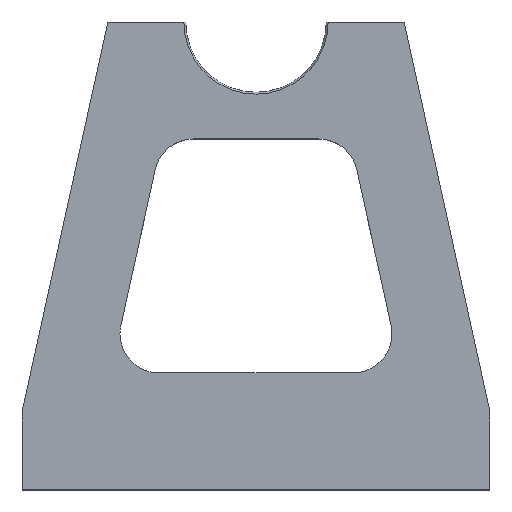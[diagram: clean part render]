
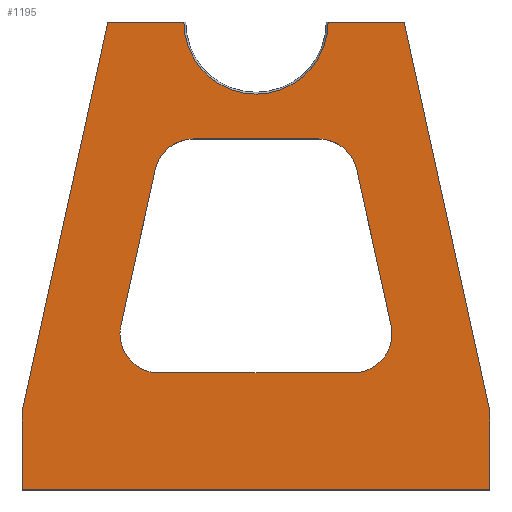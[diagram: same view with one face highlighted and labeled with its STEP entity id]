
A CAD part, top view. The second image highlights one B-rep face of the part: STEP entity #1195.
In plain terms, the highlighted planar face has unit normal (0, 0, 1).
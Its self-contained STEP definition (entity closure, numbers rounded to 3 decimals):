
#2 = LINE ( 'NONE', #1371, #974 ) ;
#3 = ORIENTED_EDGE ( 'NONE', *, *, #776, .F. ) ;
#25 = EDGE_LOOP ( 'NONE', ( #764, #3, #135, #820, #164, #129, #646, #617, #77 ) ) ;
#28 = CIRCLE ( 'NONE', #771, 5. ) ;
#65 = EDGE_CURVE ( 'NONE', #1017, #946, #741, .T. ) ;
#68 = DIRECTION ( 'NONE',  ( 0., 0., 1. ) ) ;
#77 = ORIENTED_EDGE ( 'NONE', *, *, #747, .F. ) ;
#102 = DIRECTION ( 'NONE',  ( -1., 0., 0. ) ) ;
#105 = VECTOR ( 'NONE', #1174, 1000. ) ;
#115 = DIRECTION ( 'NONE',  ( 1., 0., 0. ) ) ;
#119 = CARTESIAN_POINT ( 'NONE',  ( -12.441, 15., 5. ) ) ;
#129 = ORIENTED_EDGE ( 'NONE', *, *, #972, .F. ) ;
#135 = ORIENTED_EDGE ( 'NONE', *, *, #429, .F. ) ;
#136 = CARTESIAN_POINT ( 'NONE',  ( -19., 60., 5. ) ) ;
#143 = LINE ( 'NONE', #1065, #490 ) ;
#150 = LINE ( 'NONE', #596, #1072 ) ;
#153 = CARTESIAN_POINT ( 'NONE',  ( 30., 10., 5. ) ) ;
#164 = ORIENTED_EDGE ( 'NONE', *, *, #1394, .F. ) ;
#167 = DIRECTION ( 'NONE',  ( -1., 0., 0. ) ) ;
#168 = CARTESIAN_POINT ( 'NONE',  ( -9.25, 60., 5. ) ) ;
#172 = CARTESIAN_POINT ( 'NONE',  ( 12.925, 41.074, 5. ) ) ;
#194 = EDGE_CURVE ( 'NONE', #308, #688, #1126, .T. ) ;
#202 = DIRECTION ( 'NONE',  ( 1., 0., 0. ) ) ;
#205 = EDGE_CURVE ( 'NONE', #1362, #734, #2, .T. ) ;
#212 = LINE ( 'NONE', #670, #1074 ) ;
#226 = EDGE_LOOP ( 'NONE', ( #520, #389, #706, #1187, #1356, #1391, #1279, #639 ) ) ;
#228 = VERTEX_POINT ( 'NONE', #487 ) ;
#237 = CARTESIAN_POINT ( 'NONE',  ( -17.325, 21.074, 5. ) ) ;
#246 = CIRCLE ( 'NONE', #350, 5. ) ;
#252 = EDGE_CURVE ( 'NONE', #577, #1123, #143, .T. ) ;
#284 = CARTESIAN_POINT ( 'NONE',  ( -30., 0., 5. ) ) ;
#286 = DIRECTION ( 'NONE',  ( 1., 0., 0. ) ) ;
#292 = LINE ( 'NONE', #284, #557 ) ;
#302 = CARTESIAN_POINT ( 'NONE',  ( -8.041, 40., 5. ) ) ;
#306 = CARTESIAN_POINT ( 'NONE',  ( -12.441, 20., 5. ) ) ;
#308 = VERTEX_POINT ( 'NONE', #664 ) ;
#316 = DIRECTION ( 'NONE',  ( 0., 0., 1. ) ) ;
#331 = CARTESIAN_POINT ( 'NONE',  ( -30., 10., 5. ) ) ;
#334 = DIRECTION ( 'NONE',  ( 1., 0., 0. ) ) ;
#343 = DIRECTION ( 'NONE',  ( 0., 0., 1. ) ) ;
#348 = AXIS2_PLACEMENT_3D ( 'NONE', #1248, #316, #334 ) ;
#350 = AXIS2_PLACEMENT_3D ( 'NONE', #1122, #1222, #102 ) ;
#362 = CARTESIAN_POINT ( 'NONE',  ( -12.925, 41.074, 5. ) ) ;
#389 = ORIENTED_EDGE ( 'NONE', *, *, #699, .T. ) ;
#419 = CARTESIAN_POINT ( 'NONE',  ( 30., 0., 5. ) ) ;
#429 = EDGE_CURVE ( 'NONE', #1324, #228, #1348, .T. ) ;
#458 = EDGE_CURVE ( 'NONE', #946, #481, #212, .T. ) ;
#461 = CARTESIAN_POINT ( 'NONE',  ( -12.441, 20., 5. ) ) ;
#481 = VERTEX_POINT ( 'NONE', #331 ) ;
#487 = CARTESIAN_POINT ( 'NONE',  ( 12.441, 15., 5. ) ) ;
#490 = VECTOR ( 'NONE', #1160, 1000. ) ;
#494 = CARTESIAN_POINT ( 'NONE',  ( -8.041, 45., 5. ) ) ;
#520 = ORIENTED_EDGE ( 'NONE', *, *, #934, .T. ) ;
#529 = CARTESIAN_POINT ( 'NONE',  ( -9., 60., 5. ) ) ;
#537 = LINE ( 'NONE', #652, #923 ) ;
#551 = FACE_BOUND ( 'NONE', #25, .T. ) ;
#557 = VECTOR ( 'NONE', #961, 1000. ) ;
#574 = DIRECTION ( 'NONE',  ( -0.215, -0.977, 0. ) ) ;
#577 = VERTEX_POINT ( 'NONE', #153 ) ;
#581 = DIRECTION ( 'NONE',  ( 1., 0., 0. ) ) ;
#596 = CARTESIAN_POINT ( 'NONE',  ( -12.925, 41.074, 5. ) ) ;
#617 = ORIENTED_EDGE ( 'NONE', *, *, #935, .F. ) ;
#624 = VERTEX_POINT ( 'NONE', #874 ) ;
#639 = ORIENTED_EDGE ( 'NONE', *, *, #252, .T. ) ;
#646 = ORIENTED_EDGE ( 'NONE', *, *, #1037, .F. ) ;
#652 = CARTESIAN_POINT ( 'NONE',  ( 30., 0., 5. ) ) ;
#664 = CARTESIAN_POINT ( 'NONE',  ( -30., 0., 5. ) ) ;
#670 = CARTESIAN_POINT ( 'NONE',  ( -19., 60., 5. ) ) ;
#688 = VERTEX_POINT ( 'NONE', #419 ) ;
#699 = EDGE_CURVE ( 'NONE', #1265, #1017, #1029, .T. ) ;
#702 = AXIS2_PLACEMENT_3D ( 'NONE', #865, #1319, #286 ) ;
#705 = DIRECTION ( 'NONE',  ( -1., 0., 0. ) ) ;
#706 = ORIENTED_EDGE ( 'NONE', *, *, #65, .T. ) ;
#720 = VERTEX_POINT ( 'NONE', #971 ) ;
#734 = VERTEX_POINT ( 'NONE', #172 ) ;
#739 = DIRECTION ( 'NONE',  ( -0.215, 0.977, 0. ) ) ;
#741 = LINE ( 'NONE', #529, #1243 ) ;
#742 = DIRECTION ( 'NONE',  ( 1., 0., 0. ) ) ;
#747 = EDGE_CURVE ( 'NONE', #734, #720, #246, .T. ) ;
#756 = DIRECTION ( 'NONE',  ( -1., 0., 0. ) ) ;
#764 = ORIENTED_EDGE ( 'NONE', *, *, #205, .F. ) ;
#771 = AXIS2_PLACEMENT_3D ( 'NONE', #302, #1300, #742 ) ;
#776 = EDGE_CURVE ( 'NONE', #228, #1362, #995, .T. ) ;
#786 = CARTESIAN_POINT ( 'NONE',  ( 12.441, 20., 5. ) ) ;
#804 = CARTESIAN_POINT ( 'NONE',  ( -12.441, 15., 5. ) ) ;
#806 = LINE ( 'NONE', #821, #1373 ) ;
#811 = CARTESIAN_POINT ( 'NONE',  ( -17.441, 20., 5. ) ) ;
#820 = ORIENTED_EDGE ( 'NONE', *, *, #846, .F. ) ;
#821 = CARTESIAN_POINT ( 'NONE',  ( 9., 60., 5. ) ) ;
#832 = CARTESIAN_POINT ( 'NONE',  ( 17.325, 21.074, 5. ) ) ;
#843 = AXIS2_PLACEMENT_3D ( 'NONE', #786, #343, #202 ) ;
#846 = EDGE_CURVE ( 'NONE', #849, #1324, #898, .T. ) ;
#849 = VERTEX_POINT ( 'NONE', #811 ) ;
#865 = CARTESIAN_POINT ( 'NONE',  ( 0., 60., 5. ) ) ;
#874 = CARTESIAN_POINT ( 'NONE',  ( -8.041, 45., 5. ) ) ;
#878 = FACE_OUTER_BOUND ( 'NONE', #226, .T. ) ;
#887 = CARTESIAN_POINT ( 'NONE',  ( -30., 0., 5. ) ) ;
#898 = CIRCLE ( 'NONE', #1285, 5. ) ;
#923 = VECTOR ( 'NONE', #1186, 1000. ) ;
#934 = EDGE_CURVE ( 'NONE', #1123, #1265, #806, .T. ) ;
#935 = EDGE_CURVE ( 'NONE', #720, #624, #1033, .T. ) ;
#939 = VERTEX_POINT ( 'NONE', #237 ) ;
#946 = VERTEX_POINT ( 'NONE', #136 ) ;
#961 = DIRECTION ( 'NONE',  ( 0., -1., 0. ) ) ;
#971 = CARTESIAN_POINT ( 'NONE',  ( 8.041, 45., 5. ) ) ;
#972 = EDGE_CURVE ( 'NONE', #1338, #939, #150, .T. ) ;
#974 = VECTOR ( 'NONE', #739, 1000. ) ;
#995 = CIRCLE ( 'NONE', #843, 5. ) ;
#1017 = VERTEX_POINT ( 'NONE', #168 ) ;
#1029 = CIRCLE ( 'NONE', #702, 9.25 ) ;
#1030 = EDGE_CURVE ( 'NONE', #481, #308, #292, .T. ) ;
#1033 = LINE ( 'NONE', #494, #105 ) ;
#1037 = EDGE_CURVE ( 'NONE', #624, #1338, #28, .T. ) ;
#1048 = EDGE_CURVE ( 'NONE', #688, #577, #537, .T. ) ;
#1065 = CARTESIAN_POINT ( 'NONE',  ( 19., 60., 5. ) ) ;
#1072 = VECTOR ( 'NONE', #1272, 1000. ) ;
#1074 = VECTOR ( 'NONE', #574, 1000. ) ;
#1085 = CARTESIAN_POINT ( 'NONE',  ( 19., 60., 5. ) ) ;
#1122 = CARTESIAN_POINT ( 'NONE',  ( 8.041, 40., 5. ) ) ;
#1123 = VERTEX_POINT ( 'NONE', #1085 ) ;
#1126 = LINE ( 'NONE', #887, #1286 ) ;
#1160 = DIRECTION ( 'NONE',  ( -0.215, 0.977, 0. ) ) ;
#1174 = DIRECTION ( 'NONE',  ( -1., 0., 0. ) ) ;
#1186 = DIRECTION ( 'NONE',  ( 0., 1., 0. ) ) ;
#1187 = ORIENTED_EDGE ( 'NONE', *, *, #458, .T. ) ;
#1195 = ADVANCED_FACE ( 'NONE', ( #878, #551 ), #1328, .T. ) ;
#1222 = DIRECTION ( 'NONE',  ( 0., 0., 1. ) ) ;
#1243 = VECTOR ( 'NONE', #167, 1000. ) ;
#1248 = CARTESIAN_POINT ( 'NONE',  ( 0., 60., 5. ) ) ;
#1265 = VERTEX_POINT ( 'NONE', #1270 ) ;
#1270 = CARTESIAN_POINT ( 'NONE',  ( 9.25, 60., 5. ) ) ;
#1272 = DIRECTION ( 'NONE',  ( -0.215, -0.977, 0. ) ) ;
#1278 = DIRECTION ( 'NONE',  ( -1., 0., 0. ) ) ;
#1279 = ORIENTED_EDGE ( 'NONE', *, *, #1048, .T. ) ;
#1285 = AXIS2_PLACEMENT_3D ( 'NONE', #461, #1357, #705 ) ;
#1286 = VECTOR ( 'NONE', #115, 1000. ) ;
#1288 = AXIS2_PLACEMENT_3D ( 'NONE', #306, #68, #756 ) ;
#1300 = DIRECTION ( 'NONE',  ( 0., 0., 1. ) ) ;
#1319 = DIRECTION ( 'NONE',  ( 0., 0., -1. ) ) ;
#1324 = VERTEX_POINT ( 'NONE', #804 ) ;
#1328 = PLANE ( 'NONE',  #348 ) ;
#1338 = VERTEX_POINT ( 'NONE', #362 ) ;
#1348 = LINE ( 'NONE', #119, #1354 ) ;
#1354 = VECTOR ( 'NONE', #581, 1000. ) ;
#1356 = ORIENTED_EDGE ( 'NONE', *, *, #1030, .T. ) ;
#1357 = DIRECTION ( 'NONE',  ( 0., 0., 1. ) ) ;
#1362 = VERTEX_POINT ( 'NONE', #832 ) ;
#1371 = CARTESIAN_POINT ( 'NONE',  ( 12.925, 41.074, 5. ) ) ;
#1373 = VECTOR ( 'NONE', #1278, 1000. ) ;
#1391 = ORIENTED_EDGE ( 'NONE', *, *, #194, .T. ) ;
#1394 = EDGE_CURVE ( 'NONE', #939, #849, #1444, .T. ) ;
#1444 = CIRCLE ( 'NONE', #1288, 5. ) ;
